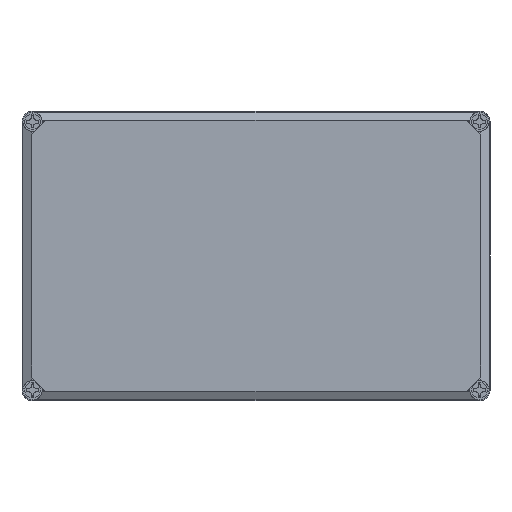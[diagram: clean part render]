
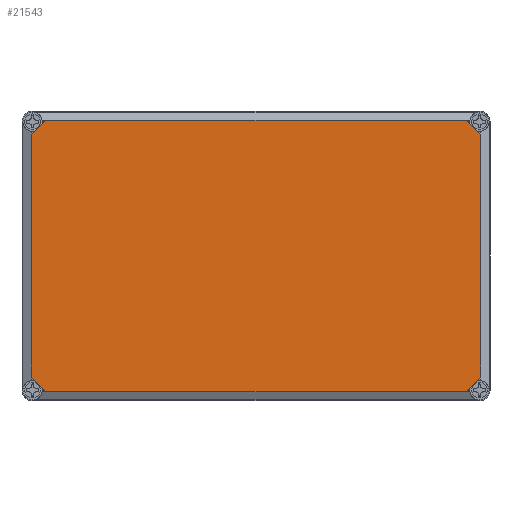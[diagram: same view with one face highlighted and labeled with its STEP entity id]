
A CAD part, top view. The second image highlights one B-rep face of the part: STEP entity #21543.
In plain terms, the highlighted planar face has unit normal (0, 0, 1).
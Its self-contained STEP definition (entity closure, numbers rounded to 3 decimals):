
#21491=AXIS2_PLACEMENT_3D('Plane Axis2P3D',#21488,#21489,#21490) ;
#20622=CARTESIAN_POINT('Vertex',(477.965,24.742,174.)) ;
#20625=CARTESIAN_POINT('Line Origine',(470.611,17.389,174.)) ;
#20629=CARTESIAN_POINT('Vertex',(463.258,10.035,174.)) ;
#21469=CARTESIAN_POINT('Line Origine',(477.965,151.,174.)) ;
#21473=CARTESIAN_POINT('Vertex',(477.965,277.258,174.)) ;
#21488=CARTESIAN_POINT('Axis2P3D Location',(244.,151.,174.)) ;
#21493=CARTESIAN_POINT('Line Origine',(10.035,151.,174.)) ;
#21497=CARTESIAN_POINT('Vertex',(10.035,277.258,174.)) ;
#21499=CARTESIAN_POINT('Vertex',(10.035,24.742,174.)) ;
#21502=CARTESIAN_POINT('Line Origine',(17.389,17.389,174.)) ;
#21506=CARTESIAN_POINT('Vertex',(24.742,10.035,174.)) ;
#21509=CARTESIAN_POINT('Line Origine',(244.,10.035,174.)) ;
#21514=CARTESIAN_POINT('Line Origine',(470.611,284.611,174.)) ;
#21518=CARTESIAN_POINT('Vertex',(463.258,291.965,174.)) ;
#21521=CARTESIAN_POINT('Line Origine',(244.,291.965,174.)) ;
#21525=CARTESIAN_POINT('Vertex',(24.742,291.965,174.)) ;
#21528=CARTESIAN_POINT('Line Origine',(17.389,284.611,174.)) ;
#20626=DIRECTION('Vector Direction',(-0.707,-0.707,0.)) ;
#21470=DIRECTION('Vector Direction',(0.,1.,0.)) ;
#21489=DIRECTION('Axis2P3D Direction',(0.,0.,1.)) ;
#21490=DIRECTION('Axis2P3D XDirection',(1.,0.,0.)) ;
#21494=DIRECTION('Vector Direction',(0.,-1.,0.)) ;
#21503=DIRECTION('Vector Direction',(-0.707,0.707,0.)) ;
#21510=DIRECTION('Vector Direction',(1.,0.,0.)) ;
#21515=DIRECTION('Vector Direction',(0.707,-0.707,0.)) ;
#21522=DIRECTION('Vector Direction',(-1.,0.,0.)) ;
#21529=DIRECTION('Vector Direction',(0.707,0.707,0.)) ;
#20627=VECTOR('Line Direction',#20626,1.) ;
#21471=VECTOR('Line Direction',#21470,1.) ;
#21495=VECTOR('Line Direction',#21494,1.) ;
#21504=VECTOR('Line Direction',#21503,1.) ;
#21511=VECTOR('Line Direction',#21510,1.) ;
#21516=VECTOR('Line Direction',#21515,1.) ;
#21523=VECTOR('Line Direction',#21522,1.) ;
#21530=VECTOR('Line Direction',#21529,1.) ;
#21534=ORIENTED_EDGE('',*,*,#21501,.T.) ;
#21535=ORIENTED_EDGE('',*,*,#21508,.F.) ;
#21536=ORIENTED_EDGE('',*,*,#21513,.T.) ;
#21537=ORIENTED_EDGE('',*,*,#20631,.F.) ;
#21538=ORIENTED_EDGE('',*,*,#21475,.T.) ;
#21539=ORIENTED_EDGE('',*,*,#21520,.F.) ;
#21540=ORIENTED_EDGE('',*,*,#21527,.T.) ;
#21541=ORIENTED_EDGE('',*,*,#21532,.F.) ;
#21543=ADVANCED_FACE('Deckel',(#21542),#21492,.T.) ;
#20631=EDGE_CURVE('',#20623,#20630,#20628,.T.) ;
#21475=EDGE_CURVE('',#20623,#21474,#21472,.T.) ;
#21501=EDGE_CURVE('',#21498,#21500,#21496,.T.) ;
#21508=EDGE_CURVE('',#21507,#21500,#21505,.T.) ;
#21513=EDGE_CURVE('',#21507,#20630,#21512,.T.) ;
#21520=EDGE_CURVE('',#21519,#21474,#21517,.T.) ;
#21527=EDGE_CURVE('',#21519,#21526,#21524,.T.) ;
#21532=EDGE_CURVE('',#21498,#21526,#21531,.T.) ;
#21533=EDGE_LOOP('',(#21534,#21535,#21536,#21537,#21538,#21539,#21540,#21541)) ;
#21542=FACE_OUTER_BOUND('',#21533,.T.) ;
#20628=LINE('Line',#20625,#20627) ;
#21472=LINE('Line',#21469,#21471) ;
#21496=LINE('Line',#21493,#21495) ;
#21505=LINE('Line',#21502,#21504) ;
#21512=LINE('Line',#21509,#21511) ;
#21517=LINE('Line',#21514,#21516) ;
#21524=LINE('Line',#21521,#21523) ;
#21531=LINE('Line',#21528,#21530) ;
#21492=PLANE('',#21491) ;
#20623=VERTEX_POINT('',#20622) ;
#20630=VERTEX_POINT('',#20629) ;
#21474=VERTEX_POINT('',#21473) ;
#21498=VERTEX_POINT('',#21497) ;
#21500=VERTEX_POINT('',#21499) ;
#21507=VERTEX_POINT('',#21506) ;
#21519=VERTEX_POINT('',#21518) ;
#21526=VERTEX_POINT('',#21525) ;
